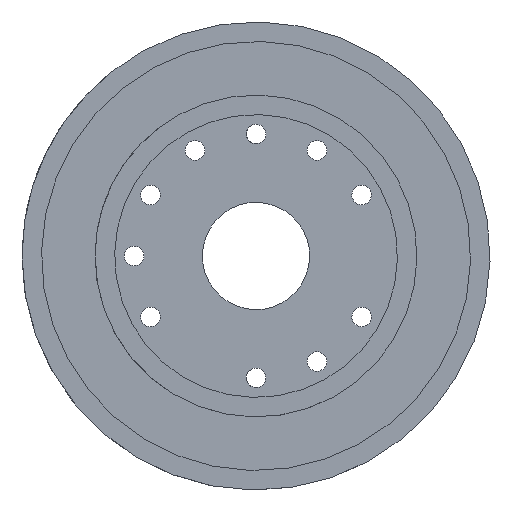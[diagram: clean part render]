
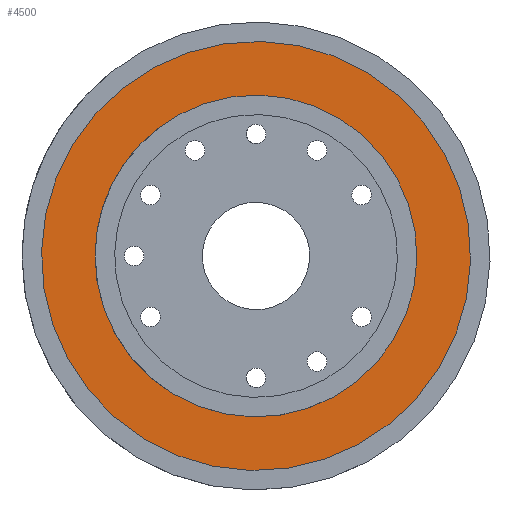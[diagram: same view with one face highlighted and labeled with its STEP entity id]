
A CAD part, front view. The second image highlights one B-rep face of the part: STEP entity #4500.
In plain terms, the highlighted planar face has unit normal (0, -1, 0).
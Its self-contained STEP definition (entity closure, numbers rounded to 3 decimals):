
#3620=CARTESIAN_POINT('',(15.821,110.3,-28.96));
#3630=VERTEX_POINT('',#3620);
#3710=CARTESIAN_POINT('',(-15.821,110.3,28.96));
#3720=VERTEX_POINT('',#3710);
#3750=CARTESIAN_POINT('',(0.,110.3,0.));
#3760=DIRECTION('',(0.,1.,0.));
#3770=DIRECTION('',(-0.479,0.,0.878));
#3780=AXIS2_PLACEMENT_3D('',#3750,#3760,#3770);
#3790=CIRCLE('',#3780,33.);
#3800=EDGE_CURVE('',#3720,#3630,#3790,.T.);
#4250=CARTESIAN_POINT('',(0.,110.3,44.));
#4260=DIRECTION('',(0.,-1.,0.));
#4270=DIRECTION('',(1.,0.,0.));
#4280=AXIS2_PLACEMENT_3D('',#4250,#4260,#4270);
#4290=PLANE('',#4280);
#4300=CARTESIAN_POINT('',(0.,110.3,0.));
#4310=DIRECTION('',(0.,-1.,0.));
#4320=DIRECTION('',(0.479,0.,-0.878));
#4330=AXIS2_PLACEMENT_3D('',#4300,#4310,#4320);
#4340=CIRCLE('',#4330,44.);
#4350=CARTESIAN_POINT('',(-21.095,110.3,38.614));
#4360=VERTEX_POINT('',#4350);
#4370=CARTESIAN_POINT('',(21.095,110.3,-38.614));
#4380=VERTEX_POINT('',#4370);
#4390=EDGE_CURVE('',#4360,#4380,#4340,.T.);
#4400=ORIENTED_EDGE('',*,*,#4390,.T.);
#4410=EDGE_CURVE('',#4380,#4360,#4340,.T.);
#4420=ORIENTED_EDGE('',*,*,#4410,.T.);
#4430=EDGE_LOOP('',(#4420,#4400));
#4440=FACE_OUTER_BOUND('',#4430,.T.);
#4450=EDGE_CURVE('',#3630,#3720,#3790,.T.);
#4460=ORIENTED_EDGE('',*,*,#4450,.T.);
#4470=ORIENTED_EDGE('',*,*,#3800,.T.);
#4480=EDGE_LOOP('',(#4470,#4460));
#4490=FACE_BOUND('',#4480,.T.);
#4500=ADVANCED_FACE('',(#4440,#4490),#4290,.T.);
